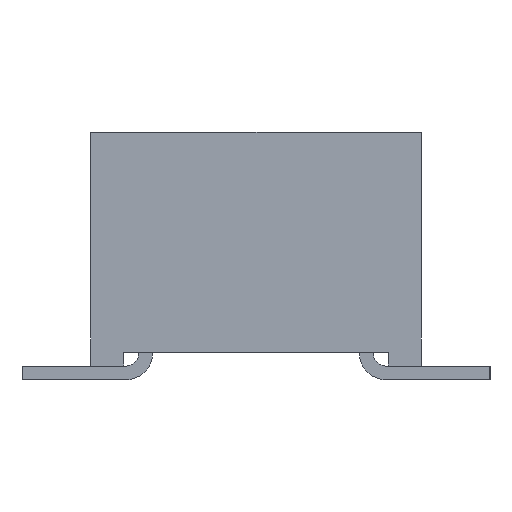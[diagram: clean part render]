
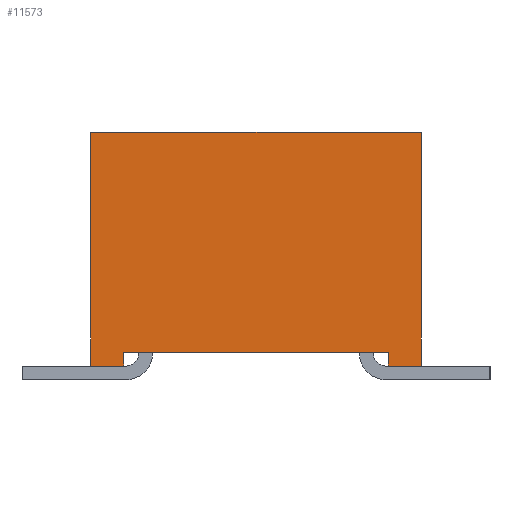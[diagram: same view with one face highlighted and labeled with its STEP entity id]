
A CAD part, left-side view. The second image highlights one B-rep face of the part: STEP entity #11573.
In plain terms, the highlighted planar face has unit normal (-1, 0, 0).
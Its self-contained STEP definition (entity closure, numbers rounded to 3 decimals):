
#11573 = ADVANCED_FACE('',(#11574),#11640,.F.);
#11574 = FACE_BOUND('',#11575,.T.);
#11575 = EDGE_LOOP('',(#11576,#11586,#11594,#11602,#11610,#11618,#11626,
    #11634));
#11576 = ORIENTED_EDGE('',*,*,#11577,.T.);
#11577 = EDGE_CURVE('',#11578,#11580,#11582,.T.);
#11578 = VERTEX_POINT('',#11579);
#11579 = CARTESIAN_POINT('',(-27.521,-1.219,0.277));
#11580 = VERTEX_POINT('',#11581);
#11581 = CARTESIAN_POINT('',(-27.521,-1.219,0.15));
#11582 = LINE('',#11583,#11584);
#11583 = CARTESIAN_POINT('',(-27.521,-1.219,0.277));
#11584 = VECTOR('',#11585,1.);
#11585 = DIRECTION('',(0.,0.,-1.));
#11586 = ORIENTED_EDGE('',*,*,#11587,.T.);
#11587 = EDGE_CURVE('',#11580,#11588,#11590,.T.);
#11588 = VERTEX_POINT('',#11589);
#11589 = CARTESIAN_POINT('',(-27.521,-1.524,0.15));
#11590 = LINE('',#11591,#11592);
#11591 = CARTESIAN_POINT('',(-27.521,1.524,0.15));
#11592 = VECTOR('',#11593,1.);
#11593 = DIRECTION('',(0.,-1.,0.));
#11594 = ORIENTED_EDGE('',*,*,#11595,.F.);
#11595 = EDGE_CURVE('',#11596,#11588,#11598,.T.);
#11596 = VERTEX_POINT('',#11597);
#11597 = CARTESIAN_POINT('',(-27.521,-1.524,2.309));
#11598 = LINE('',#11599,#11600);
#11599 = CARTESIAN_POINT('',(-27.521,-1.524,2.309));
#11600 = VECTOR('',#11601,1.);
#11601 = DIRECTION('',(0.,0.,-1.));
#11602 = ORIENTED_EDGE('',*,*,#11603,.F.);
#11603 = EDGE_CURVE('',#11604,#11596,#11606,.T.);
#11604 = VERTEX_POINT('',#11605);
#11605 = CARTESIAN_POINT('',(-27.521,1.524,2.309));
#11606 = LINE('',#11607,#11608);
#11607 = CARTESIAN_POINT('',(-27.521,1.524,2.309));
#11608 = VECTOR('',#11609,1.);
#11609 = DIRECTION('',(0.,-1.,0.));
#11610 = ORIENTED_EDGE('',*,*,#11611,.T.);
#11611 = EDGE_CURVE('',#11604,#11612,#11614,.T.);
#11612 = VERTEX_POINT('',#11613);
#11613 = CARTESIAN_POINT('',(-27.521,1.524,0.15));
#11614 = LINE('',#11615,#11616);
#11615 = CARTESIAN_POINT('',(-27.521,1.524,2.309));
#11616 = VECTOR('',#11617,1.);
#11617 = DIRECTION('',(0.,0.,-1.));
#11618 = ORIENTED_EDGE('',*,*,#11619,.T.);
#11619 = EDGE_CURVE('',#11612,#11620,#11622,.T.);
#11620 = VERTEX_POINT('',#11621);
#11621 = CARTESIAN_POINT('',(-27.521,1.219,0.15));
#11622 = LINE('',#11623,#11624);
#11623 = CARTESIAN_POINT('',(-27.521,1.524,0.15));
#11624 = VECTOR('',#11625,1.);
#11625 = DIRECTION('',(0.,-1.,0.));
#11626 = ORIENTED_EDGE('',*,*,#11627,.T.);
#11627 = EDGE_CURVE('',#11620,#11628,#11630,.T.);
#11628 = VERTEX_POINT('',#11629);
#11629 = CARTESIAN_POINT('',(-27.521,1.219,0.277));
#11630 = LINE('',#11631,#11632);
#11631 = CARTESIAN_POINT('',(-27.521,1.219,0.023));
#11632 = VECTOR('',#11633,1.);
#11633 = DIRECTION('',(0.,0.,1.));
#11634 = ORIENTED_EDGE('',*,*,#11635,.T.);
#11635 = EDGE_CURVE('',#11628,#11578,#11636,.T.);
#11636 = LINE('',#11637,#11638);
#11637 = CARTESIAN_POINT('',(-27.521,1.219,0.277));
#11638 = VECTOR('',#11639,1.);
#11639 = DIRECTION('',(0.,-1.,0.));
#11640 = PLANE('',#11641);
#11641 = AXIS2_PLACEMENT_3D('',#11642,#11643,#11644);
#11642 = CARTESIAN_POINT('',(-27.521,1.524,2.309));
#11643 = DIRECTION('',(1.,0.,0.));
#11644 = DIRECTION('',(0.,1.,0.));
